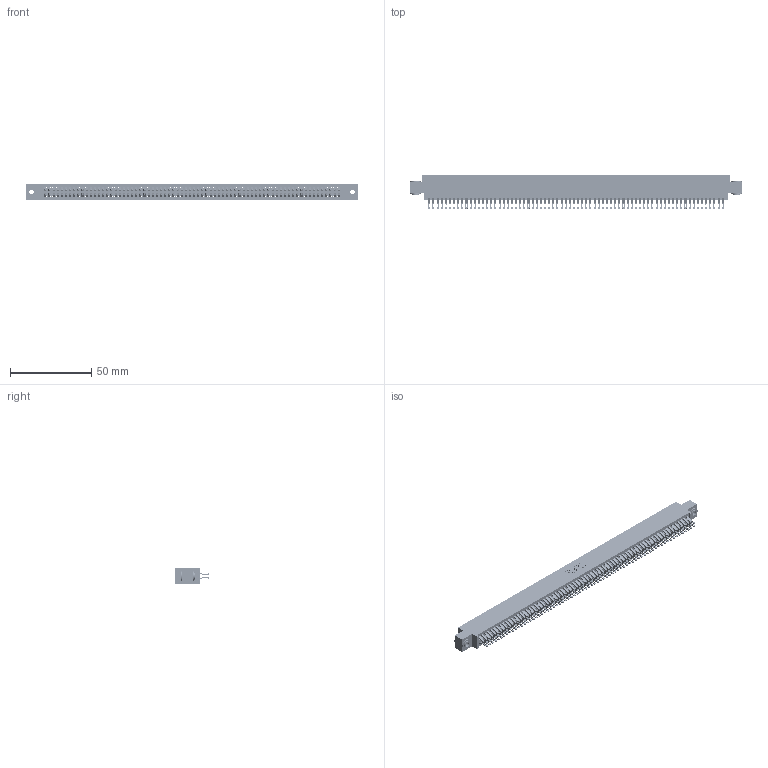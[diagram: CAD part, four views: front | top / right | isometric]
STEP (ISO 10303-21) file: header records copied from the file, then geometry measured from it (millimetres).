
FILE_DESCRIPTION (( 'STEP AP203' ), '1' );
FILE_NAME ('395-144-555-803.STEP', '2019-10-30T16:38:27', ( '' ), ( '' ), 'SwSTEP 2.0', 'SolidWorks 2016', '' );
FILE_SCHEMA (( 'CONFIG_CONTROL_DESIGN' ));
Length unit declared in the file: inch
Products named in the file (4): 345-250-002_345-250-002-102; 395-144-555-803; 345 Part_0.170 Offset - 0.156 Dia-TH; 345-292-001_555 Tail
Assembly tree (147 placements, depth 2):
  395-144-555-803
    345 Part_0.170 Offset - 0.156 Dia-TH
    345-292-001_555 Tail  x144
    345-250-002_345-250-002-102  x2
Bounding box: 204.09 x 21.13 x 9.4 mm (x, y, z)
Volume: 20427.6 mm3; surface area: 32577.5 mm2
Topology: 147 solids, 147 shells, 8232 faces, 25917 edges, 17274 vertices
Faces by surface type: plane 4558, cylinder 3666, cone 8
Entity records: 53562 total; most frequent: CARTESIAN_POINT 8961, ORIENTED_EDGE 8858, DIRECTION 7863, EDGE_CURVE 4429, LINE 3965, VECTOR 3965, VERTEX_POINT 2950, AXIS2_PLACEMENT_3D 1949
